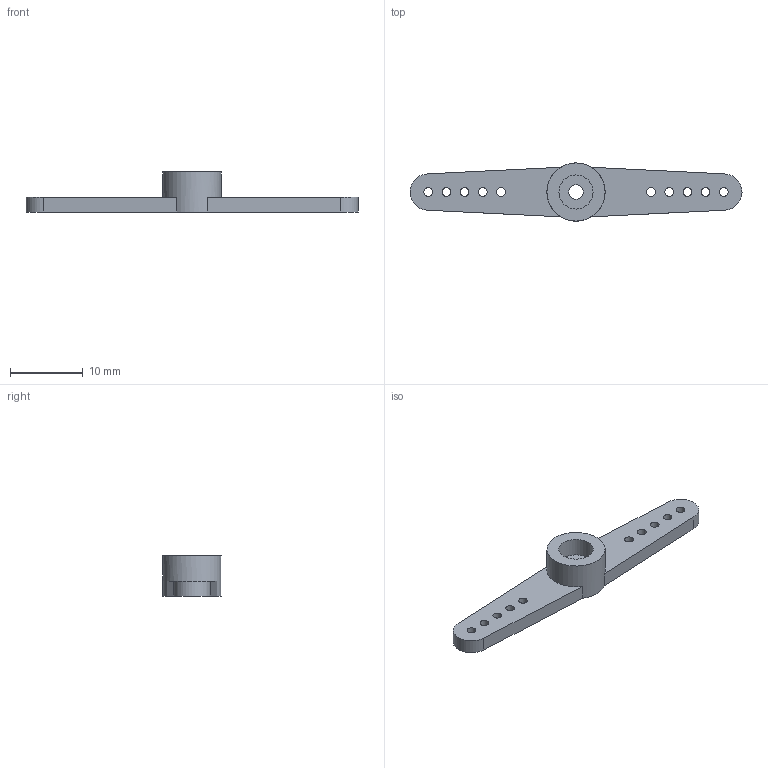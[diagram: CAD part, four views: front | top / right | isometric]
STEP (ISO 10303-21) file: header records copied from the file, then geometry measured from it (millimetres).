
FILE_DESCRIPTION(/* description */ (''),/* implementation_level */ '2;1');
FILE_NAME(/* name */ '',/* time_stamp */ '2023-04-30T15:35:34+09:00',/* author */ (''),/* organization */ (''),/* preprocessor_version */ 'ST-DEVELOPER v19.2',/* originating_system */ 'Autodesk Translation Framework v12.4.0.73',/* authorisation */ '');
FILE_SCHEMA (('AUTOMOTIVE_DESIGN { 1 0 10303 214 3 1 1 }'));
Length unit declared in the file: millimetre
Products named in the file (2): サーボホーン; コンポーネント1
Assembly tree (1 placements, depth 2):
  サーボホーン
    コンポーネント1
Bounding box: 45.6 x 8 x 5.5 mm (x, y, z)
Volume: 575.3 mm3; surface area: 946.7 mm2
Topology: 1 solids, 1 shells, 26 faces, 65 edges, 43 vertices
Faces by surface type: cylinder 16, plane 10
Full cylindrical faces by diameter (mm): 1.2 x10, 2 x1, 4.7 x1, 6.2 x1, 8 x1
Entity records: 893 total; most frequent: DIRECTION 158, CARTESIAN_POINT 137, ORIENTED_EDGE 130, EDGE_CURVE 65, AXIS2_PLACEMENT_3D 64, EDGE_LOOP 50, VERTEX_POINT 43, CIRCLE 35
